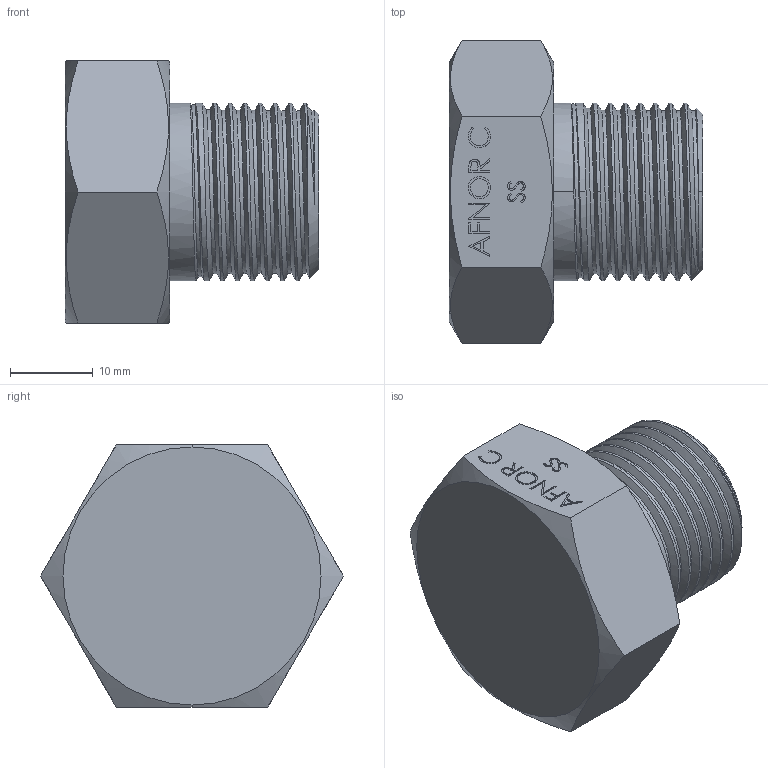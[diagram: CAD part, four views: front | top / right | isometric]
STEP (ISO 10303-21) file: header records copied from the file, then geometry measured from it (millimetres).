
FILE_DESCRIPTION (( 'STEP AP203' ), '1' );
FILE_NAME ('AD-AFNORCMSS-BL.STEP', '2025-08-08T20:17:37', ( '' ), ( '' ), 'SwSTEP 2.0', 'SolidWorks 2018', '' );
FILE_SCHEMA (( 'CONFIG_CONTROL_DESIGN' ));
Length unit declared in the file: inch
Products named in the file (1): AD-AFNORCMSS-BL
Bounding box: 30.73 x 36.66 x 31.75 mm (x, y, z)
Volume: 15419.7 mm3; surface area: 5155.1 mm2
Topology: 1 solids, 1 shells, 154 faces, 414 edges, 273 vertices
Faces by surface type: plane 68, bspline 55, cylinder 21, cone 10
Entity records: 13493 total; most frequent: CARTESIAN_POINT 10030, ORIENTED_EDGE 824, DIRECTION 467, EDGE_CURVE 412, VERTEX_POINT 273, LINE 233, VECTOR 233, EDGE_LOOP 167
